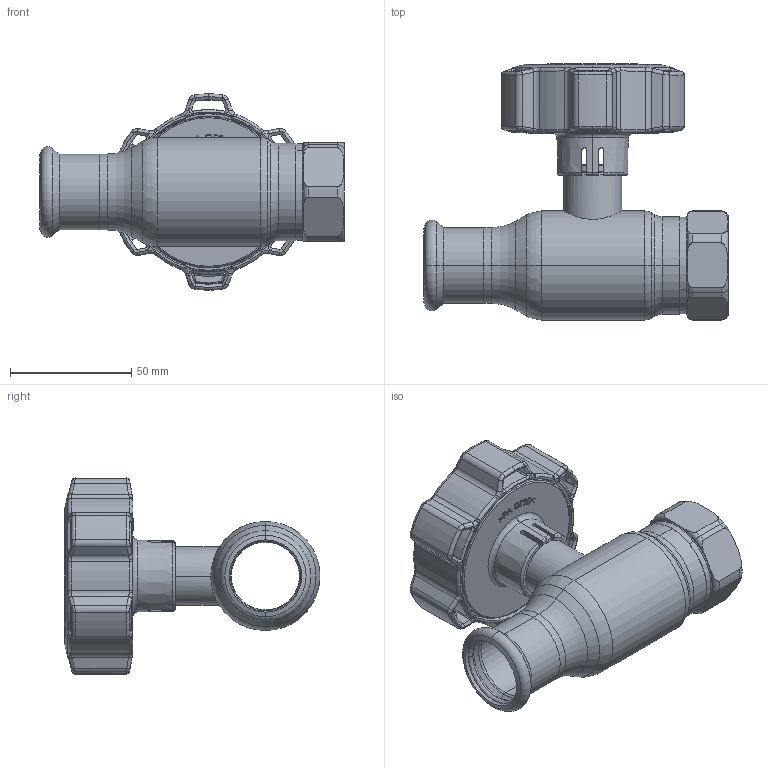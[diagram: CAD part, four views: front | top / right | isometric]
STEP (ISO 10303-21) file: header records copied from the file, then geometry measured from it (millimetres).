
FILE_DESCRIPTION (( 'STEP AP214' ), '1' );
FILE_NAME ('1025001000-1200.step', '2024-01-15T11:18:23', ( '' ), ( '' ), 'SwSTEP 2.0', 'SolidWorks 2021', '' );
FILE_SCHEMA (( 'AUTOMOTIVE_DESIGN' ));
Length unit declared in the file: millimetre
Products named in the file (1): 1025001000-1200
Bounding box: 125.8 x 105.6 x 81 mm (x, y, z)
Surface area: 50536.5 mm2 (no closed solid volume)
Topology: 0 solids, 11 shells, 603 faces, 1856 edges, 1224 vertices
Faces by surface type: bspline 197, cylinder 149, plane 117, cone 72, torus 68
Entity records: 39190 total; most frequent: CARTESIAN_POINT 18290, ORIENTED_EDGE 3185, DIRECTION 2354, EDGE_CURVE 1856, VERTEX_POINT 1224, AXIS2_PLACEMENT_3D 932, B_SPLINE_CURVE_WITH_KNOTS 799, EDGE_LOOP 635
